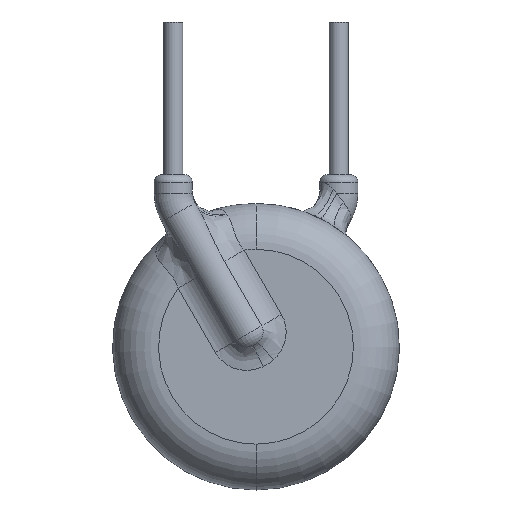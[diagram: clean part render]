
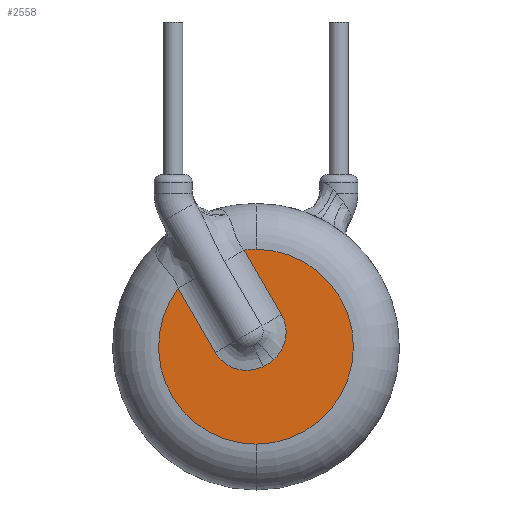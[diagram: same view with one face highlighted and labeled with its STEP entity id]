
A CAD part, front view. The second image highlights one B-rep face of the part: STEP entity #2558.
In plain terms, the highlighted planar face has unit normal (0, -1, 0).
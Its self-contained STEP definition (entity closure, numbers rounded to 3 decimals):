
#21 = FACE_OUTER_BOUND ( 'NONE', #187, .T. ) ;
#24 = CARTESIAN_POINT ( 'NONE',  ( 0.38, 0., -0.413 ) ) ;
#29 = CARTESIAN_POINT ( 'NONE',  ( -1.006, 0., -0.258 ) ) ;
#47 = LINE ( 'NONE', #589, #361 ) ;
#52 = B_SPLINE_CURVE_WITH_KNOTS ( 'NONE', 3,
 ( #2302, #24, #2923, #1100 ),
 .UNSPECIFIED., .F., .F.,
 ( 4, 4 ),
 ( 0., 0. ),
 .UNSPECIFIED. ) ;
#83 = CARTESIAN_POINT ( 'NONE',  ( -0.307, 0., 2.531 ) ) ;
#187 = EDGE_LOOP ( 'NONE', ( #236, #2308, #3025, #883, #2969, #3437, #2178, #659 ) ) ;
#236 = ORIENTED_EDGE ( 'NONE', *, *, #440, .T. ) ;
#246 = VERTEX_POINT ( 'NONE', #83 ) ;
#264 = CARTESIAN_POINT ( 'NONE',  ( 0., 0., -2.55 ) ) ;
#284 = PLANE ( 'NONE',  #394 ) ;
#295 = B_SPLINE_CURVE_WITH_KNOTS ( 'NONE', 3,
 ( #1843, #703, #427, #2277, #1210, #2314, #29, #889 ),
 .UNSPECIFIED., .F., .F.,
 ( 4, 2, 2, 4 ),
 ( 0., 0.001, 0.001, 0.001 ),
 .UNSPECIFIED. ) ;
#301 = CIRCLE ( 'NONE', #1609, 2.55 ) ;
#330 = EDGE_CURVE ( 'NONE', #3424, #3100, #2809, .T. ) ;
#331 = EDGE_CURVE ( 'NONE', #1430, #1395, #295, .T. ) ;
#344 = CARTESIAN_POINT ( 'NONE',  ( 0.756, 0., 0.112 ) ) ;
#361 = VECTOR ( 'NONE', #952, 1000. ) ;
#394 = AXIS2_PLACEMENT_3D ( 'NONE', #2830, #3149, #1742 ) ;
#427 = CARTESIAN_POINT ( 'NONE',  ( -0.285, 0., -0.647 ) ) ;
#440 = EDGE_CURVE ( 'NONE', #2307, #477, #2259, .T. ) ;
#477 = VERTEX_POINT ( 'NONE', #264 ) ;
#589 = CARTESIAN_POINT ( 'NONE',  ( -0.866, 0., -0.5 ) ) ;
#643 = DIRECTION ( 'NONE',  ( 0., 0., 1. ) ) ;
#659 = ORIENTED_EDGE ( 'NONE', *, *, #2187, .T. ) ;
#676 = AXIS2_PLACEMENT_3D ( 'NONE', #1436, #1155, #3130 ) ;
#703 = CARTESIAN_POINT ( 'NONE',  ( -0.033, 0., -0.622 ) ) ;
#720 = DIRECTION ( 'NONE',  ( 0.5, 0., -0.866 ) ) ;
#769 = CIRCLE ( 'NONE', #3290, 2.55 ) ;
#801 = CARTESIAN_POINT ( 'NONE',  ( -1.066, 0., -0.154 ) ) ;
#883 = ORIENTED_EDGE ( 'NONE', *, *, #1491, .T. ) ;
#889 = CARTESIAN_POINT ( 'NONE',  ( -1.066, 0., -0.154 ) ) ;
#952 = DIRECTION ( 'NONE',  ( -0.5, 0., 0.866 ) ) ;
#1016 = CARTESIAN_POINT ( 'NONE',  ( 0.666, 0., 0.846 ) ) ;
#1021 = CARTESIAN_POINT ( 'NONE',  ( 0.463, 0., -0.337 ) ) ;
#1100 = CARTESIAN_POINT ( 'NONE',  ( 0.185, 0., -0.521 ) ) ;
#1119 = CARTESIAN_POINT ( 'NONE',  ( 0., 0., 0. ) ) ;
#1155 = DIRECTION ( 'NONE',  ( 0., -1., 0. ) ) ;
#1179 = CARTESIAN_POINT ( 'NONE',  ( 0.813, 0., 0.433 ) ) ;
#1210 = CARTESIAN_POINT ( 'NONE',  ( -0.737, 0., -0.495 ) ) ;
#1395 = VERTEX_POINT ( 'NONE', #801 ) ;
#1401 = CARTESIAN_POINT ( 'NONE',  ( 0., 0., 0. ) ) ;
#1428 = EDGE_CURVE ( 'NONE', #3100, #1430, #52, .T. ) ;
#1430 = VERTEX_POINT ( 'NONE', #3552 ) ;
#1436 = CARTESIAN_POINT ( 'NONE',  ( 0., 0., 0. ) ) ;
#1491 = EDGE_CURVE ( 'NONE', #246, #3424, #3209, .T. ) ;
#1607 = DIRECTION ( 'NONE',  ( 0., 0., 1. ) ) ;
#1609 = AXIS2_PLACEMENT_3D ( 'NONE', #1401, #2525, #643 ) ;
#1658 = EDGE_CURVE ( 'NONE', #1935, #246, #769, .T. ) ;
#1742 = DIRECTION ( 'NONE',  ( 0., 0., 1. ) ) ;
#1772 = EDGE_CURVE ( 'NONE', #477, #1935, #301, .T. ) ;
#1843 = CARTESIAN_POINT ( 'NONE',  ( 0.185, 0., -0.521 ) ) ;
#1850 = CARTESIAN_POINT ( 'NONE',  ( 0., 0., 2.55 ) ) ;
#1935 = VERTEX_POINT ( 'NONE', #1850 ) ;
#2053 = CARTESIAN_POINT ( 'NONE',  ( 0.866, 0., 0.5 ) ) ;
#2099 = CARTESIAN_POINT ( 'NONE',  ( 0.666, 0., 0.846 ) ) ;
#2178 = ORIENTED_EDGE ( 'NONE', *, *, #331, .T. ) ;
#2187 = EDGE_CURVE ( 'NONE', #1395, #2307, #47, .T. ) ;
#2259 = CIRCLE ( 'NONE', #676, 2.55 ) ;
#2277 = CARTESIAN_POINT ( 'NONE',  ( -0.629, 0., -0.549 ) ) ;
#2302 = CARTESIAN_POINT ( 'NONE',  ( 0.463, 0., -0.337 ) ) ;
#2307 = VERTEX_POINT ( 'NONE', #2749 ) ;
#2308 = ORIENTED_EDGE ( 'NONE', *, *, #1772, .T. ) ;
#2314 = CARTESIAN_POINT ( 'NONE',  ( -0.926, 0., -0.348 ) ) ;
#2525 = DIRECTION ( 'NONE',  ( 0., -1., 0. ) ) ;
#2558 = ADVANCED_FACE ( 'NONE', ( #21 ), #284, .F. ) ;
#2587 = CARTESIAN_POINT ( 'NONE',  ( 0.718, 0., 0.009 ) ) ;
#2749 = CARTESIAN_POINT ( 'NONE',  ( -2.039, 0., 1.531 ) ) ;
#2759 = DIRECTION ( 'NONE',  ( 0., -1., 0. ) ) ;
#2809 = B_SPLINE_CURVE_WITH_KNOTS ( 'NONE', 3,
 ( #2099, #3527, #1179, #344, #2587, #3225, #2951, #1021 ),
 .UNSPECIFIED., .F., .F.,
 ( 4, 2, 2, 4 ),
 ( 0., 0.001, 0.001, 0.001 ),
 .UNSPECIFIED. ) ;
#2830 = CARTESIAN_POINT ( 'NONE',  ( 0., 0., 0. ) ) ;
#2923 = CARTESIAN_POINT ( 'NONE',  ( 0.287, 0., -0.474 ) ) ;
#2951 = CARTESIAN_POINT ( 'NONE',  ( 0.544, 0., -0.264 ) ) ;
#2969 = ORIENTED_EDGE ( 'NONE', *, *, #330, .T. ) ;
#3025 = ORIENTED_EDGE ( 'NONE', *, *, #1658, .T. ) ;
#3100 = VERTEX_POINT ( 'NONE', #3241 ) ;
#3130 = DIRECTION ( 'NONE',  ( 0., 0., 1. ) ) ;
#3149 = DIRECTION ( 'NONE',  ( 0., 1., 0. ) ) ;
#3209 = LINE ( 'NONE', #2053, #3536 ) ;
#3225 = CARTESIAN_POINT ( 'NONE',  ( 0.611, 0., -0.18 ) ) ;
#3241 = CARTESIAN_POINT ( 'NONE',  ( 0.463, 0., -0.337 ) ) ;
#3290 = AXIS2_PLACEMENT_3D ( 'NONE', #1119, #2759, #1607 ) ;
#3424 = VERTEX_POINT ( 'NONE', #1016 ) ;
#3437 = ORIENTED_EDGE ( 'NONE', *, *, #1428, .T. ) ;
#3527 = CARTESIAN_POINT ( 'NONE',  ( 0.775, 0., 0.657 ) ) ;
#3536 = VECTOR ( 'NONE', #720, 1000. ) ;
#3552 = CARTESIAN_POINT ( 'NONE',  ( 0.185, 0., -0.521 ) ) ;
